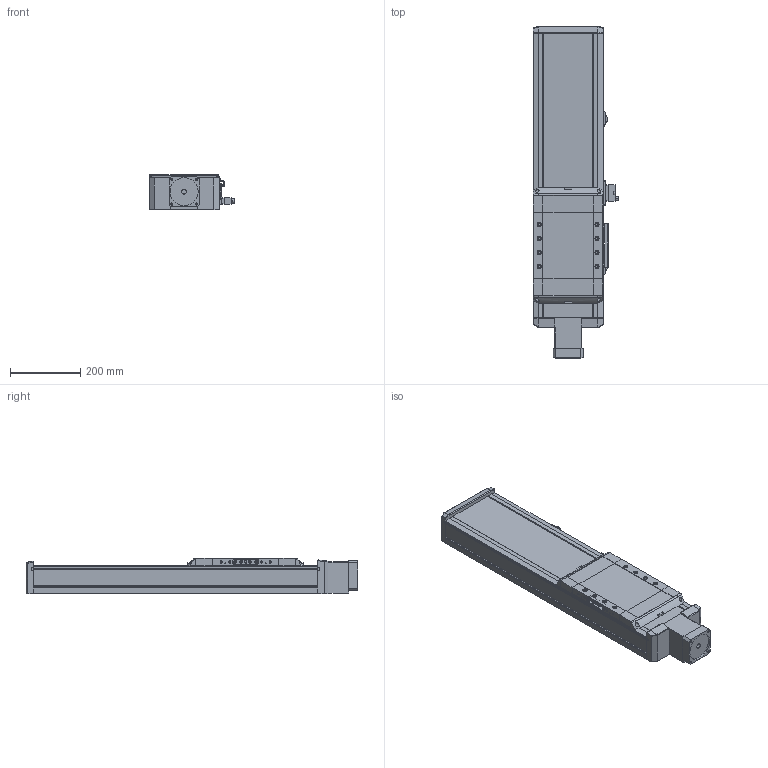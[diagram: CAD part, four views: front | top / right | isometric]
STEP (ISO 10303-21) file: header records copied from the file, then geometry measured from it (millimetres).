
FILE_DESCRIPTION(('CATIA V5 STEP Exchange'),'2;1');
FILE_NAME('ITLM_200_400_T24_2_SN07A1_1354217_TUENKERS.stp','2020-09-15T06:44:31+00:00',('none'),('none'),'CATIA Version 5 Release 19 SP 9 (IN-10)','CATIA V5 STEP AP203','none');
FILE_SCHEMA(('CONFIG_CONTROL_DESIGN'));
Products named in the file (1): ITLM_200_400_T24_2_SN07A1_1354217_TUENKERS
Bounding box: 245 x 948 x 100 mm (x, y, z)
Volume: 14809697 mm3; surface area: 901670.7 mm2
Topology: 5 solids, 25 shells, 1701 faces, 4543 edges, 2969 vertices
Faces by surface type: plane 836, cylinder 584, cone 169, torus 52, sphere 36, bspline 24
Entity records: 58310 total; most frequent: CARTESIAN_POINT 18101, ORIENTED_EDGE 8842, DIRECTION 6924, EDGE_CURVE 4421, VERTEX_POINT 2969, AXIS2_PLACEMENT_3D 2869, VECTOR 2415, LINE 2415
